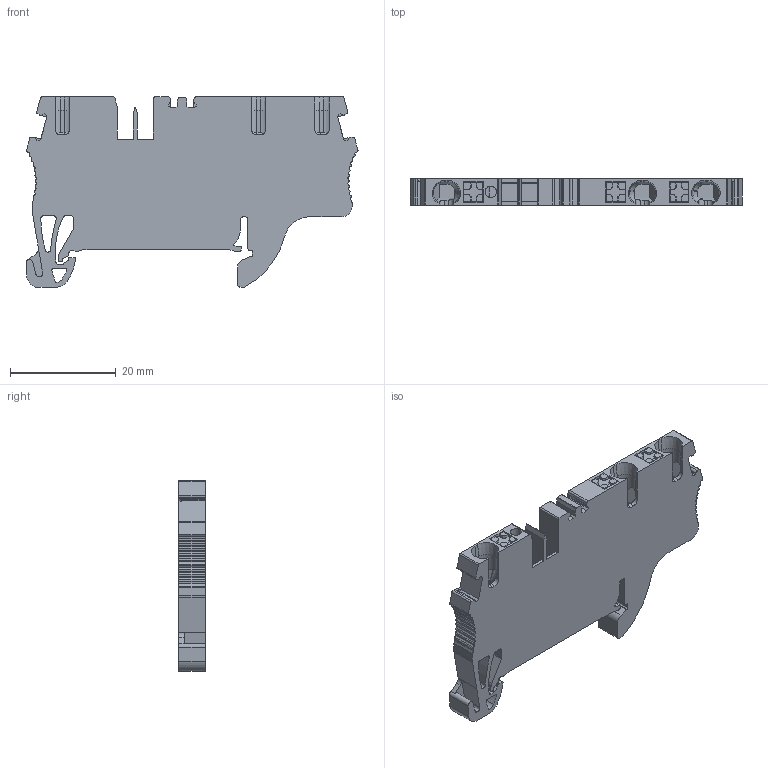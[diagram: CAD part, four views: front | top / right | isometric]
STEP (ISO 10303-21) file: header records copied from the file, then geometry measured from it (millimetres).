
FILE_DESCRIPTION(/* description */ ('Unknown'),/* implementation_level */ '2;1');
FILE_NAME(/* name */ 'PQ2_5_1X2_3D_SOLID',/* time_stamp */ '2021-04-28T14:49:05+05:00',/* author */ ('Unknown'),/* organization */ ('Unknown'),/* preprocessor_version */ 'ST-DEVELOPER v16.7',/* originating_system */ 'DEX',/* authorisation */ $);
FILE_SCHEMA (('AUTOMOTIVE_DESIGN {1 0 10303 214 3 1 1}'));
Length unit declared in the file: millimetre
Products named in the file (1): PQ2_5_1X2_SOLID
Bounding box: 62.82 x 5 x 36 mm (x, y, z)
Volume: 7192.2 mm3; surface area: 5794.5 mm2
Topology: 1 solids, 1 shells, 405 faces, 1169 edges, 774 vertices
Faces by surface type: plane 228, cylinder 153, cone 24
Full cylindrical faces by diameter (mm): 2.15 x1
Entity records: 16284 total; most frequent: CARTESIAN_POINT 2542, ORIENTED_EDGE 2334, DIRECTION 2273, EDGE_CURVE 1167, VERTEX_POINT 773, LINE 765, VECTOR 765, AXIS2_PLACEMENT_3D 754
